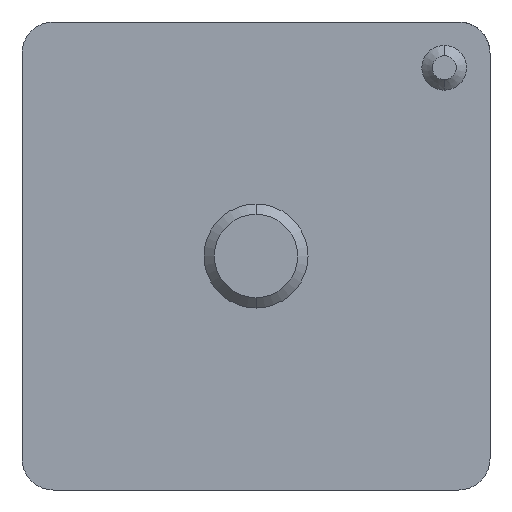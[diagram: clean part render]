
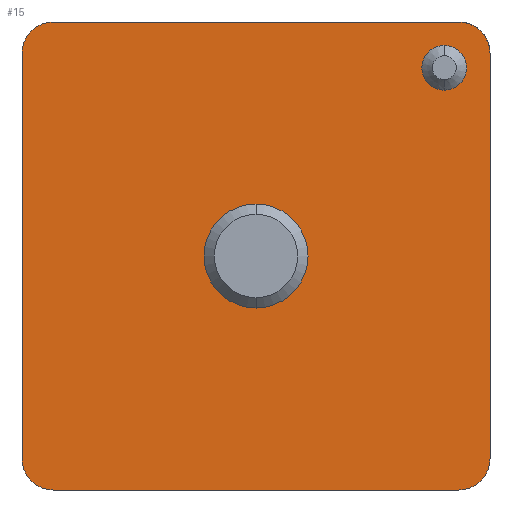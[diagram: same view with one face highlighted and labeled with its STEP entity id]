
A CAD part, left-side view. The second image highlights one B-rep face of the part: STEP entity #15.
In plain terms, the highlighted planar face has unit normal (-1, 0, 0).
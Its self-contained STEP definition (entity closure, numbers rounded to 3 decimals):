
#4 = AXIS2_PLACEMENT_3D ( 'NONE', #987, #620, #232 ) ;
#15 = ADVANCED_FACE ( 'NONE', ( #557, #1003, #818 ), #1167, .F. ) ;
#23 = DIRECTION ( 'NONE',  ( 1., 0., 0. ) ) ;
#24 = AXIS2_PLACEMENT_3D ( 'NONE', #797, #340, #431 ) ;
#25 = AXIS2_PLACEMENT_3D ( 'NONE', #1015, #165, #446 ) ;
#48 = ORIENTED_EDGE ( 'NONE', *, *, #949, .F. ) ;
#71 = ORIENTED_EDGE ( 'NONE', *, *, #141, .F. ) ;
#82 = LINE ( 'NONE', #850, #503 ) ;
#86 = VERTEX_POINT ( 'NONE', #809 ) ;
#97 = DIRECTION ( 'NONE',  ( 0., 0., 1. ) ) ;
#105 = DIRECTION ( 'NONE',  ( 0., 0., 1. ) ) ;
#116 = EDGE_CURVE ( 'NONE', #86, #1069, #874, .T. ) ;
#119 = AXIS2_PLACEMENT_3D ( 'NONE', #1063, #1079, #696 ) ;
#140 = CARTESIAN_POINT ( 'NONE',  ( 0., 22.5, -19.5 ) ) ;
#141 = EDGE_CURVE ( 'NONE', #343, #976, #252, .T. ) ;
#147 = CARTESIAN_POINT ( 'NONE',  ( 0., 0., 0. ) ) ;
#158 = CIRCLE ( 'NONE', #4, 3. ) ;
#165 = DIRECTION ( 'NONE',  ( -1., 0., 0. ) ) ;
#189 = CARTESIAN_POINT ( 'NONE',  ( 0., 19.5, -22.5 ) ) ;
#190 = CARTESIAN_POINT ( 'NONE',  ( 0., 19.5, -19.5 ) ) ;
#199 = VECTOR ( 'NONE', #866, 1000. ) ;
#200 = CARTESIAN_POINT ( 'NONE',  ( 0., -19.5, 22.5 ) ) ;
#203 = EDGE_LOOP ( 'NONE', ( #612, #48 ) ) ;
#210 = AXIS2_PLACEMENT_3D ( 'NONE', #387, #494, #961 ) ;
#220 = ORIENTED_EDGE ( 'NONE', *, *, #857, .F. ) ;
#232 = DIRECTION ( 'NONE',  ( 0., 0., 1. ) ) ;
#238 = CARTESIAN_POINT ( 'NONE',  ( 0., -18.1, 15.95 ) ) ;
#240 = DIRECTION ( 'NONE',  ( 0., 0., 1. ) ) ;
#247 = EDGE_CURVE ( 'NONE', #505, #1117, #82, .T. ) ;
#252 = CIRCLE ( 'NONE', #403, 5. ) ;
#255 = VERTEX_POINT ( 'NONE', #189 ) ;
#257 = AXIS2_PLACEMENT_3D ( 'NONE', #898, #989, #240 ) ;
#268 = EDGE_LOOP ( 'NONE', ( #71, #726 ) ) ;
#314 = CARTESIAN_POINT ( 'NONE',  ( 0., 0., -5. ) ) ;
#325 = CARTESIAN_POINT ( 'NONE',  ( 0., 0., -22.5 ) ) ;
#340 = DIRECTION ( 'NONE',  ( 1., 0., 0. ) ) ;
#343 = VERTEX_POINT ( 'NONE', #1046 ) ;
#361 = CIRCLE ( 'NONE', #1016, 2.15 ) ;
#363 = VERTEX_POINT ( 'NONE', #200 ) ;
#377 = CIRCLE ( 'NONE', #119, 2.15 ) ;
#380 = VERTEX_POINT ( 'NONE', #1064 ) ;
#383 = ORIENTED_EDGE ( 'NONE', *, *, #972, .F. ) ;
#387 = CARTESIAN_POINT ( 'NONE',  ( 0., 0., 0. ) ) ;
#403 = AXIS2_PLACEMENT_3D ( 'NONE', #147, #416, #601 ) ;
#416 = DIRECTION ( 'NONE',  ( -1., 0., 0. ) ) ;
#418 = EDGE_CURVE ( 'NONE', #380, #86, #833, .T. ) ;
#424 = CARTESIAN_POINT ( 'NONE',  ( 0., 22.5, 19.5 ) ) ;
#431 = DIRECTION ( 'NONE',  ( 0., 0., 1. ) ) ;
#446 = DIRECTION ( 'NONE',  ( 0., 0., 1. ) ) ;
#459 = VERTEX_POINT ( 'NONE', #878 ) ;
#469 = CIRCLE ( 'NONE', #689, 3. ) ;
#480 = EDGE_CURVE ( 'NONE', #1069, #255, #1114, .T. ) ;
#494 = DIRECTION ( 'NONE',  ( 1., 0., 0. ) ) ;
#503 = VECTOR ( 'NONE', #105, 1000. ) ;
#505 = VERTEX_POINT ( 'NONE', #140 ) ;
#557 = FACE_BOUND ( 'NONE', #203, .T. ) ;
#584 = EDGE_CURVE ( 'NONE', #976, #343, #988, .T. ) ;
#601 = DIRECTION ( 'NONE',  ( 0., 0., 1. ) ) ;
#603 = LINE ( 'NONE', #975, #675 ) ;
#612 = ORIENTED_EDGE ( 'NONE', *, *, #1210, .F. ) ;
#620 = DIRECTION ( 'NONE',  ( 1., 0., 0. ) ) ;
#675 = VECTOR ( 'NONE', #868, 1000. ) ;
#677 = ORIENTED_EDGE ( 'NONE', *, *, #247, .F. ) ;
#689 = AXIS2_PLACEMENT_3D ( 'NONE', #190, #23, #97 ) ;
#693 = ORIENTED_EDGE ( 'NONE', *, *, #1078, .F. ) ;
#696 = DIRECTION ( 'NONE',  ( 0., 0., -1. ) ) ;
#718 = DIRECTION ( 'NONE',  ( -1., 0., 0. ) ) ;
#726 = ORIENTED_EDGE ( 'NONE', *, *, #584, .F. ) ;
#730 = CARTESIAN_POINT ( 'NONE',  ( 0., -18.1, 20.25 ) ) ;
#746 = ORIENTED_EDGE ( 'NONE', *, *, #480, .F. ) ;
#763 = ORIENTED_EDGE ( 'NONE', *, *, #418, .F. ) ;
#797 = CARTESIAN_POINT ( 'NONE',  ( 0., -19.5, 19.5 ) ) ;
#801 = DIRECTION ( 'NONE',  ( 0., 1., 0. ) ) ;
#809 = CARTESIAN_POINT ( 'NONE',  ( 0., -22.5, -19.5 ) ) ;
#818 = FACE_OUTER_BOUND ( 'NONE', #1143, .T. ) ;
#833 = LINE ( 'NONE', #1073, #199 ) ;
#850 = CARTESIAN_POINT ( 'NONE',  ( 0., 22.5, 0. ) ) ;
#857 = EDGE_CURVE ( 'NONE', #255, #505, #469, .T. ) ;
#866 = DIRECTION ( 'NONE',  ( 0., 0., -1. ) ) ;
#868 = DIRECTION ( 'NONE',  ( 0., -1., 0. ) ) ;
#874 = CIRCLE ( 'NONE', #257, 3. ) ;
#878 = CARTESIAN_POINT ( 'NONE',  ( 0., 19.5, 22.5 ) ) ;
#898 = CARTESIAN_POINT ( 'NONE',  ( 0., -19.5, -19.5 ) ) ;
#949 = EDGE_CURVE ( 'NONE', #1191, #1040, #377, .T. ) ;
#961 = DIRECTION ( 'NONE',  ( 0., 0., -1. ) ) ;
#972 = EDGE_CURVE ( 'NONE', #459, #363, #603, .T. ) ;
#975 = CARTESIAN_POINT ( 'NONE',  ( 0., 0., 22.5 ) ) ;
#976 = VERTEX_POINT ( 'NONE', #314 ) ;
#987 = CARTESIAN_POINT ( 'NONE',  ( 0., 19.5, 19.5 ) ) ;
#988 = CIRCLE ( 'NONE', #25, 5. ) ;
#989 = DIRECTION ( 'NONE',  ( 1., 0., 0. ) ) ;
#994 = CARTESIAN_POINT ( 'NONE',  ( 0., -19.5, -22.5 ) ) ;
#1003 = FACE_BOUND ( 'NONE', #268, .T. ) ;
#1015 = CARTESIAN_POINT ( 'NONE',  ( 0., 0., 0. ) ) ;
#1016 = AXIS2_PLACEMENT_3D ( 'NONE', #1017, #718, #1109 ) ;
#1017 = CARTESIAN_POINT ( 'NONE',  ( 0., -18.1, 18.1 ) ) ;
#1040 = VERTEX_POINT ( 'NONE', #238 ) ;
#1043 = EDGE_CURVE ( 'NONE', #1117, #459, #158, .T. ) ;
#1046 = CARTESIAN_POINT ( 'NONE',  ( 0., 0., 5. ) ) ;
#1063 = CARTESIAN_POINT ( 'NONE',  ( 0., -18.1, 18.1 ) ) ;
#1064 = CARTESIAN_POINT ( 'NONE',  ( 0., -22.5, 19.5 ) ) ;
#1069 = VERTEX_POINT ( 'NONE', #994 ) ;
#1073 = CARTESIAN_POINT ( 'NONE',  ( 0., -22.5, 0. ) ) ;
#1078 = EDGE_CURVE ( 'NONE', #363, #380, #1081, .T. ) ;
#1079 = DIRECTION ( 'NONE',  ( -1., 0., 0. ) ) ;
#1081 = CIRCLE ( 'NONE', #24, 3. ) ;
#1109 = DIRECTION ( 'NONE',  ( 0., 0., -1. ) ) ;
#1114 = LINE ( 'NONE', #325, #1157 ) ;
#1117 = VERTEX_POINT ( 'NONE', #424 ) ;
#1143 = EDGE_LOOP ( 'NONE', ( #1176, #763, #693, #383, #1194, #677, #220, #746 ) ) ;
#1157 = VECTOR ( 'NONE', #801, 1000. ) ;
#1167 = PLANE ( 'NONE',  #210 ) ;
#1176 = ORIENTED_EDGE ( 'NONE', *, *, #116, .F. ) ;
#1191 = VERTEX_POINT ( 'NONE', #730 ) ;
#1194 = ORIENTED_EDGE ( 'NONE', *, *, #1043, .F. ) ;
#1210 = EDGE_CURVE ( 'NONE', #1040, #1191, #361, .T. ) ;
